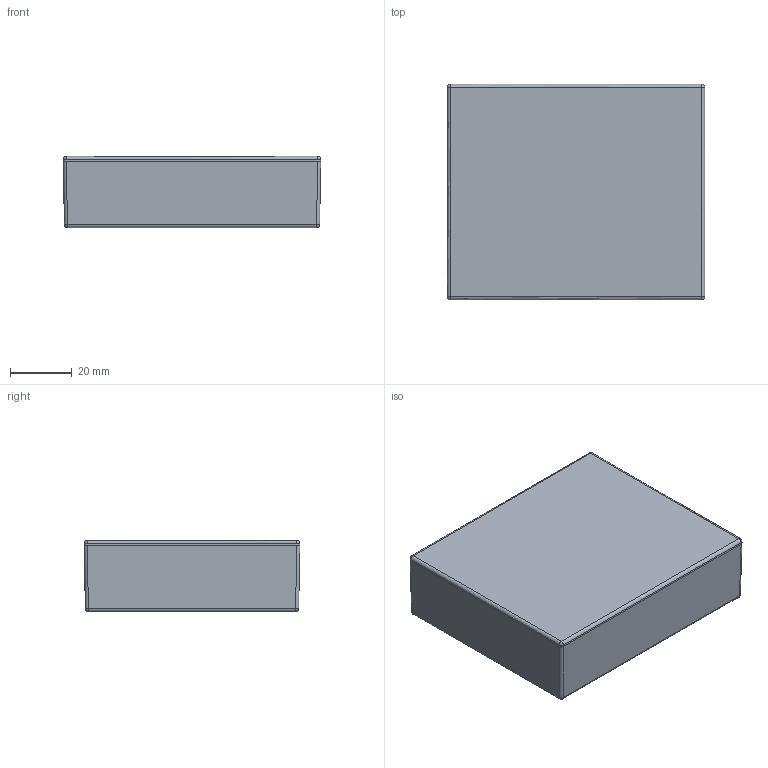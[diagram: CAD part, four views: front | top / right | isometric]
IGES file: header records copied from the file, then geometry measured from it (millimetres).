
Start section: SolidWorks IGES file using analytic representation for surfaces
Global section: file name: KM-5.IGS; native system: SolidWorks 2013; preprocessor: SolidWorks 2013; author: Asus; date: 240429.121302; units: millimetre
Bounding box: 83.6 x 70 x 23.15 mm (x, y, z)
Surface area: 37494.6 mm2 (no closed solid volume)
Topology: 0 solids, 0 shells, 85 faces, 873 edges, 861 vertices
Faces by surface type: bspline 48, revolution 37
